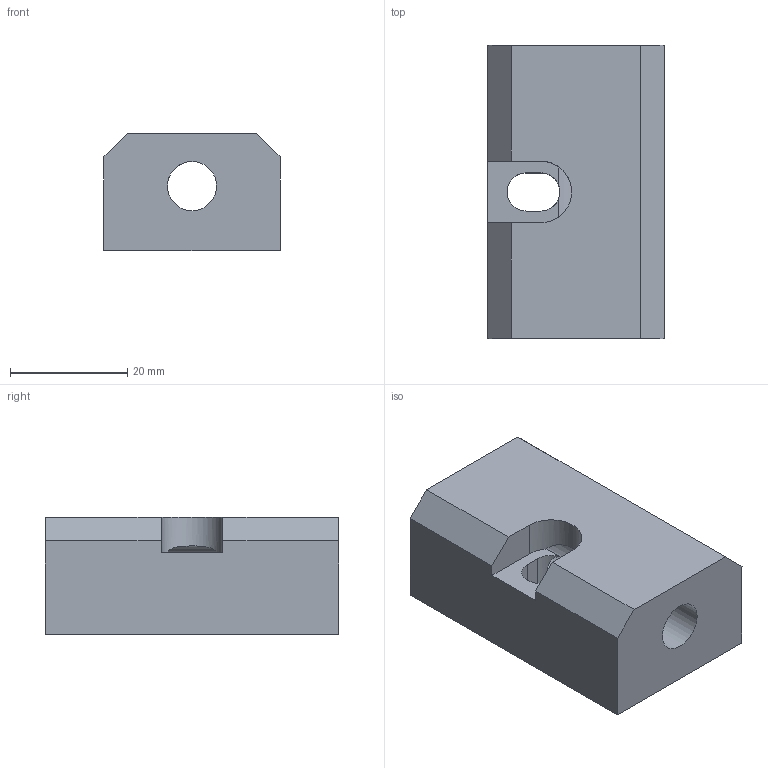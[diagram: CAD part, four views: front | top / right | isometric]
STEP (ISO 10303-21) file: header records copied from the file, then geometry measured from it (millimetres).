
FILE_DESCRIPTION(/* description */ ('PIASTRA 30X50 SP.20 ALLUMINIO'),/* implementation_level */ '2;1');
FILE_NAME(/* name */ 'DPSXX0000889.stp',/* time_stamp */ '2022-12-05T09:33:18+01:00',/* author */ ('tecnico7'),/* organization */ (''),/* preprocessor_version */ 'ST-DEVELOPER v18.1',/* originating_system */ 'Autodesk Inventor 2022',/* authorisation */ '');
FILE_SCHEMA (('AUTOMOTIVE_DESIGN { 1 0 10303 214 3 1 1 }'));
Length unit declared in the file: millimetre
Products named in the file (1): DPSXX0000889
Bounding box: 30 x 50 x 20 mm (x, y, z)
Volume: 25039.4 mm3; surface area: 7449.9 mm2
Topology: 1 solids, 1 shells, 18 faces, 57 edges, 38 vertices
Faces by surface type: plane 14, cylinder 4
Full cylindrical faces by diameter (mm): 8.376 x1
Entity records: 735 total; most frequent: CARTESIAN_POINT 171, ORIENTED_EDGE 114, DIRECTION 101, EDGE_CURVE 57, LINE 43, VECTOR 43, VERTEX_POINT 38, AXIS2_PLACEMENT_3D 29
